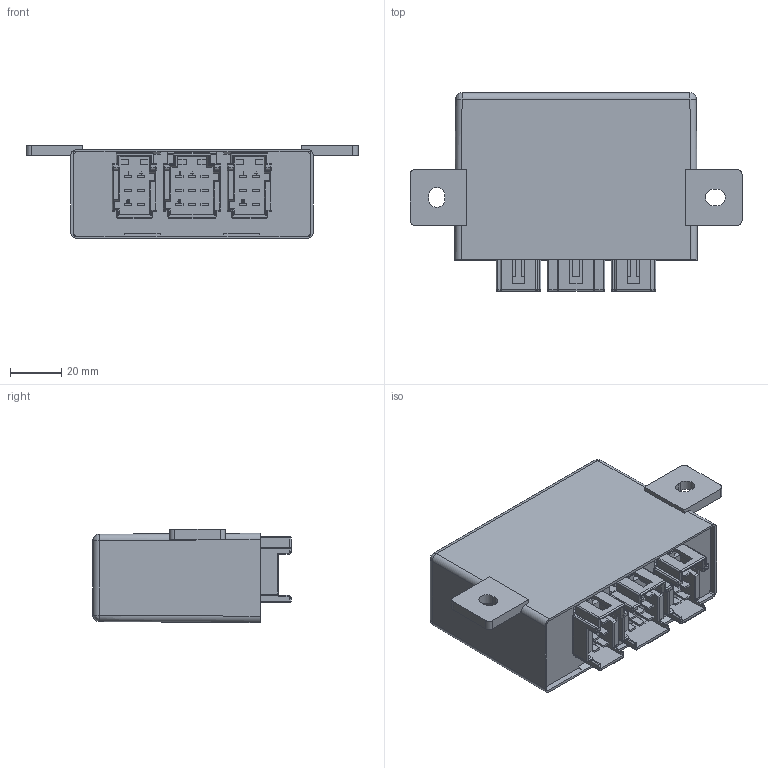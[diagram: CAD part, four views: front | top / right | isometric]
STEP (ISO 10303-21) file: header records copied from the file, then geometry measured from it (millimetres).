
FILE_DESCRIPTION (( 'STEP AP214' ), '1' );
FILE_NAME ('15013_MRS_MIRRORCONTROLLER_B.STEP', '2015-08-19T06:53:29', ( '' ), ( '' ), 'SwSTEP 2.0', 'SolidWorks 2014', '' );
FILE_SCHEMA (( 'AUTOMOTIVE_DESIGN' ));
Length unit declared in the file: metre
Products named in the file (2): 15013_MRS_MIRRORCONTROLLER_B
Bounding box: 130 x 77.7 x 36.5 mm (x, y, z)
Volume: 80216.9 mm3; surface area: 89305.5 mm2
Topology: 368 solids, 368 shells, 4385 faces, 10587 edges, 6912 vertices
Faces by surface type: plane 2855, cylinder 1433, bspline 93, cone 4
Entity records: 181669 total; most frequent: CARTESIAN_POINT 23640, DIRECTION 21863, ORIENTED_EDGE 21036, EDGE_CURVE 10518, LINE 7533, VECTOR 7533, AXIS2_PLACEMENT_3D 7165, VERTEX_POINT 6912
